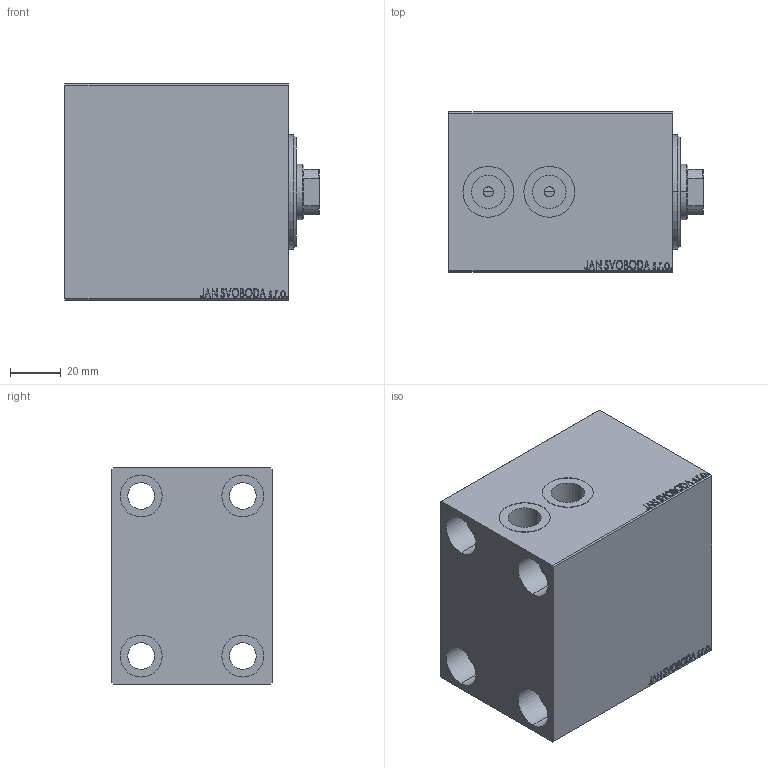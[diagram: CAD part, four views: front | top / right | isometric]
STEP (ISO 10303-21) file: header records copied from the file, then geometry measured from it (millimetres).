
FILE_DESCRIPTION (( 'STEP AP203' ), '1' );
FILE_NAME ('1e1b.STEP', '2023-04-18T09:02:40', ( '' ), ( '' ), 'SwSTEP 2.0', 'SolidWorks 2019', '' );
FILE_SCHEMA (( 'CONFIG_CONTROL_DESIGN' ));
Length unit declared in the file: millimetre
Products named in the file (4): V450CP_VC_B 65451ff2686ff9ee5b4bed59771f3a1c; V450CP_B_VCP 65451ff2686ff9ee5b4bed59771f3a1c; 1e1b; V450CP_C 65451ff2686ff9ee5b4bed59771f3a1c
Assembly tree (3 placements, depth 2):
  1e1b
    V450CP_C 65451ff2686ff9ee5b4bed59771f3a1c
    V450CP_B_VCP 65451ff2686ff9ee5b4bed59771f3a1c
    V450CP_VC_B 65451ff2686ff9ee5b4bed59771f3a1c
Bounding box: 100 x 63 x 85 mm (x, y, z)
Volume: 424815.4 mm3; surface area: 83270.8 mm2
Topology: 3 solids, 3 shells, 885 faces, 2256 edges, 1493 vertices
Faces by surface type: plane 413, bspline 380, cylinder 74, cone 18
Entity records: 44622 total; most frequent: CARTESIAN_POINT 25246, ORIENTED_EDGE 4508, DIRECTION 2664, EDGE_CURVE 2254, VERTEX_POINT 1493, VECTOR 1322, LINE 1322, EDGE_LOOP 1017
